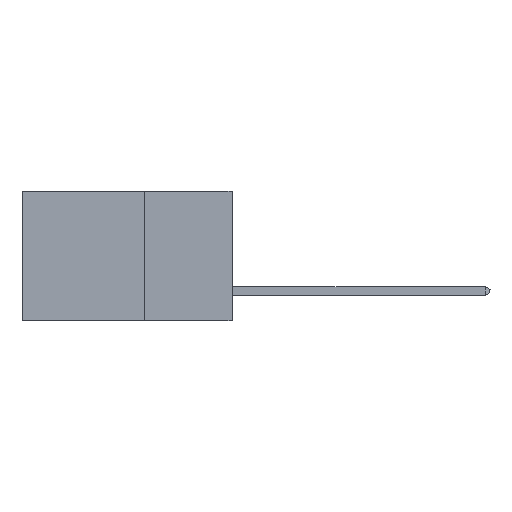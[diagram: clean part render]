
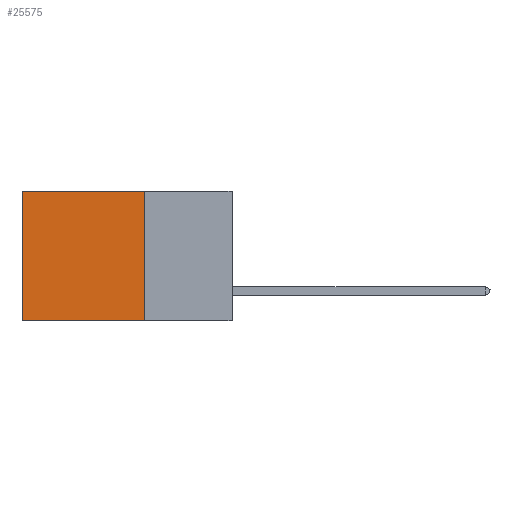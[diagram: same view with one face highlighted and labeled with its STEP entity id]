
A CAD part, left-side view. The second image highlights one B-rep face of the part: STEP entity #25575.
In plain terms, the highlighted planar face has unit normal (-1, 0, 0).
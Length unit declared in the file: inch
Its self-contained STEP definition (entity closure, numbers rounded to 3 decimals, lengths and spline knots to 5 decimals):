
#600 = CARTESIAN_POINT ( 'NONE',  ( 0.2875, 0.25, 0. ) ) ;
#612 = VERTEX_POINT ( 'NONE', #4852 ) ;
#980 = CARTESIAN_POINT ( 'NONE',  ( 0.2875, 0.6, -0.37 ) ) ;
#1218 = ORIENTED_EDGE ( 'NONE', *, *, #18787, .T. ) ;
#4100 = DIRECTION ( 'NONE',  ( 0., 0., -1. ) ) ;
#4852 = CARTESIAN_POINT ( 'NONE',  ( 0.2875, 0.6, 0. ) ) ;
#5728 = EDGE_CURVE ( 'NONE', #10987, #25051, #9845, .T. ) ;
#6109 = EDGE_LOOP ( 'NONE', ( #1218, #16756, #14363, #29747 ) ) ;
#6177 = VECTOR ( 'NONE', #28878, 39.37008 ) ;
#7605 = CARTESIAN_POINT ( 'NONE',  ( 0.2875, 0.25, -0.37 ) ) ;
#7732 = DIRECTION ( 'NONE',  ( 0., 1., 0. ) ) ;
#9845 = LINE ( 'NONE', #600, #33537 ) ;
#10987 = VERTEX_POINT ( 'NONE', #19255 ) ;
#11453 = CARTESIAN_POINT ( 'NONE',  ( 0.2875, 0.6, 0. ) ) ;
#13345 = DIRECTION ( 'NONE',  ( 0., 0., -1. ) ) ;
#14363 = ORIENTED_EDGE ( 'NONE', *, *, #5728, .F. ) ;
#14578 = DIRECTION ( 'NONE',  ( 0., 0., -1. ) ) ;
#16024 = DIRECTION ( 'NONE',  ( 1., 0., 0. ) ) ;
#16321 = LINE ( 'NONE', #28748, #6177 ) ;
#16756 = ORIENTED_EDGE ( 'NONE', *, *, #22544, .F. ) ;
#18787 = EDGE_CURVE ( 'NONE', #612, #27424, #34648, .T. ) ;
#19255 = CARTESIAN_POINT ( 'NONE',  ( 0.2875, 0.25, 0. ) ) ;
#19402 = CARTESIAN_POINT ( 'NONE',  ( 0.2875, 0.25, -0.37 ) ) ;
#21645 = LINE ( 'NONE', #7605, #30861 ) ;
#21922 = CARTESIAN_POINT ( 'NONE',  ( 0.2875, 0.25, 0. ) ) ;
#22405 = VECTOR ( 'NONE', #4100, 39.37008 ) ;
#22544 = EDGE_CURVE ( 'NONE', #25051, #27424, #21645, .T. ) ;
#22783 = FACE_OUTER_BOUND ( 'NONE', #6109, .T. ) ;
#25051 = VERTEX_POINT ( 'NONE', #19402 ) ;
#25575 = ADVANCED_FACE ( 'NONE', ( #22783 ), #36114, .F. ) ;
#27424 = VERTEX_POINT ( 'NONE', #980 ) ;
#28748 = CARTESIAN_POINT ( 'NONE',  ( 0.2875, 0.25, 0. ) ) ;
#28878 = DIRECTION ( 'NONE',  ( 0., 1., 0. ) ) ;
#29321 = EDGE_CURVE ( 'NONE', #10987, #612, #16321, .T. ) ;
#29747 = ORIENTED_EDGE ( 'NONE', *, *, #29321, .T. ) ;
#30861 = VECTOR ( 'NONE', #7732, 39.37008 ) ;
#33537 = VECTOR ( 'NONE', #14578, 39.37008 ) ;
#34107 = AXIS2_PLACEMENT_3D ( 'NONE', #21922, #16024, #13345 ) ;
#34648 = LINE ( 'NONE', #11453, #22405 ) ;
#36114 = PLANE ( 'NONE',  #34107 ) ;
